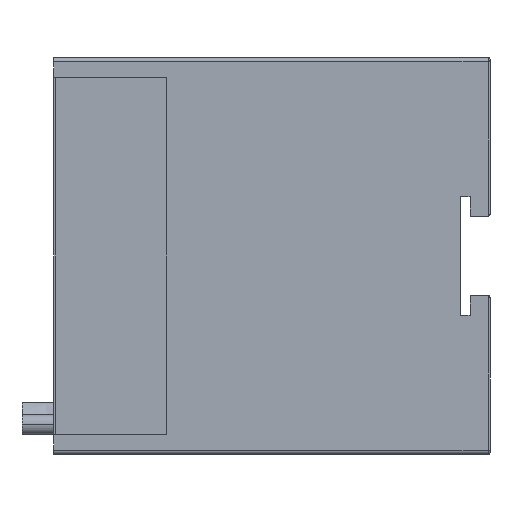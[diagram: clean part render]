
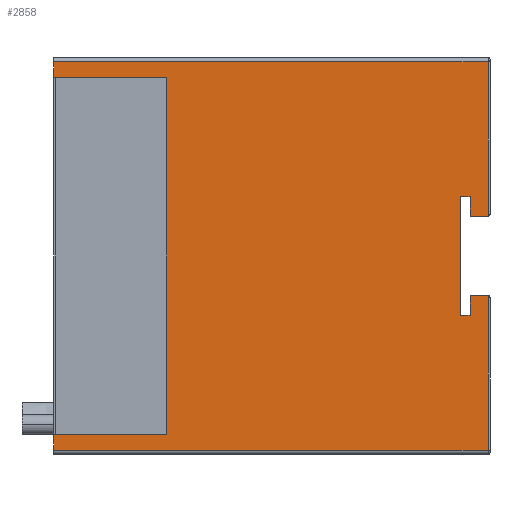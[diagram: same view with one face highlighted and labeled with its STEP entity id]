
A CAD part, left-side view. The second image highlights one B-rep face of the part: STEP entity #2858.
In plain terms, the highlighted planar face has unit normal (-1, 0, 0).
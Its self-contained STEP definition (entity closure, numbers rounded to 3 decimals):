
#869=DIRECTION('',(0.,1.,0.));
#870=VECTOR('',#869,28.5);
#871=CARTESIAN_POINT('',(-37.5,26.5,-45.));
#872=LINE('',#871,#870);
#925=DIRECTION('',(0.,-1.,0.));
#926=VECTOR('',#925,28.5);
#927=CARTESIAN_POINT('',(-37.5,55.,45.));
#928=LINE('',#927,#926);
#939=DIRECTION('',(0.,0.,1.));
#940=VECTOR('',#939,4.);
#941=CARTESIAN_POINT('',(-37.5,55.,45.));
#942=LINE('',#941,#940);
#946=DIRECTION('',(0.,-1.,0.));
#947=VECTOR('',#946,109.5);
#948=CARTESIAN_POINT('',(-37.5,55.,49.));
#949=LINE('',#948,#947);
#953=DIRECTION('',(0.,0.,1.));
#954=VECTOR('',#953,39.);
#955=CARTESIAN_POINT('',(-37.5,-54.5,10.));
#956=LINE('',#955,#954);
#960=DIRECTION('',(0.,1.,0.));
#961=VECTOR('',#960,4.5);
#962=CARTESIAN_POINT('',(-37.5,-54.5,10.));
#963=LINE('',#962,#961);
#967=DIRECTION('',(0.,0.,-1.));
#968=VECTOR('',#967,5.);
#969=CARTESIAN_POINT('',(-37.5,-50.,15.));
#970=LINE('',#969,#968);
#974=DIRECTION('',(0.,-1.,0.));
#975=VECTOR('',#974,2.5);
#976=CARTESIAN_POINT('',(-37.5,-47.5,15.));
#977=LINE('',#976,#975);
#981=DIRECTION('',(0.,0.,1.));
#982=VECTOR('',#981,30.);
#983=CARTESIAN_POINT('',(-37.5,-47.5,-15.));
#984=LINE('',#983,#982);
#988=DIRECTION('',(0.,1.,0.));
#989=VECTOR('',#988,2.5);
#990=CARTESIAN_POINT('',(-37.5,-50.,-15.));
#991=LINE('',#990,#989);
#995=DIRECTION('',(0.,0.,-1.));
#996=VECTOR('',#995,5.);
#997=CARTESIAN_POINT('',(-37.5,-50.,-10.));
#998=LINE('',#997,#996);
#1002=DIRECTION('',(0.,1.,0.));
#1003=VECTOR('',#1002,4.5);
#1004=CARTESIAN_POINT('',(-37.5,-54.5,-10.));
#1005=LINE('',#1004,#1003);
#1009=DIRECTION('',(0.,0.,-1.));
#1010=VECTOR('',#1009,39.);
#1011=CARTESIAN_POINT('',(-37.5,-54.5,-10.));
#1012=LINE('',#1011,#1010);
#1016=DIRECTION('',(0.,1.,0.));
#1017=VECTOR('',#1016,109.5);
#1018=CARTESIAN_POINT('',(-37.5,-54.5,-49.));
#1019=LINE('',#1018,#1017);
#1023=DIRECTION('',(0.,0.,1.));
#1024=VECTOR('',#1023,4.);
#1025=CARTESIAN_POINT('',(-37.5,55.,-49.));
#1026=LINE('',#1025,#1024);
#1030=DIRECTION('',(0.,0.,-1.));
#1031=VECTOR('',#1030,90.);
#1032=CARTESIAN_POINT('',(-37.5,26.5,45.));
#1033=LINE('',#1032,#1031);
#1722=CARTESIAN_POINT('',(-37.5,-50.,-10.));
#1723=CARTESIAN_POINT('',(-37.5,-50.,-15.));
#1724=VERTEX_POINT('',#1722);
#1725=VERTEX_POINT('',#1723);
#1726=CARTESIAN_POINT('',(-37.5,-47.5,-15.));
#1727=VERTEX_POINT('',#1726);
#1728=CARTESIAN_POINT('',(-37.5,-47.5,15.));
#1729=VERTEX_POINT('',#1728);
#1730=CARTESIAN_POINT('',(-37.5,-50.,15.));
#1731=VERTEX_POINT('',#1730);
#1732=CARTESIAN_POINT('',(-37.5,-50.,10.));
#1733=VERTEX_POINT('',#1732);
#1845=CARTESIAN_POINT('',(-37.5,55.,49.));
#1847=VERTEX_POINT('',#1845);
#1850=CARTESIAN_POINT('',(-37.5,55.,-49.));
#1852=VERTEX_POINT('',#1850);
#1907=CARTESIAN_POINT('',(-37.5,-54.5,10.));
#1908=VERTEX_POINT('',#1907);
#1915=CARTESIAN_POINT('',(-37.5,-54.5,49.));
#1916=VERTEX_POINT('',#1915);
#1933=CARTESIAN_POINT('',(-37.5,-54.5,-10.));
#1934=VERTEX_POINT('',#1933);
#1941=CARTESIAN_POINT('',(-37.5,-54.5,-49.));
#1942=VERTEX_POINT('',#1941);
#1963=CARTESIAN_POINT('',(-37.5,55.,-45.));
#1965=VERTEX_POINT('',#1963);
#1969=CARTESIAN_POINT('',(-37.5,55.,45.));
#1970=VERTEX_POINT('',#1969);
#1975=CARTESIAN_POINT('',(-37.5,26.5,45.));
#1976=CARTESIAN_POINT('',(-37.5,26.5,-45.));
#1977=VERTEX_POINT('',#1975);
#1978=VERTEX_POINT('',#1976);
#2823=CARTESIAN_POINT('',(-37.5,55.,-50.));
#2824=DIRECTION('',(-1.,0.,0.));
#2825=DIRECTION('',(0.,-1.,0.));
#2826=AXIS2_PLACEMENT_3D('',#2823,#2824,#2825);
#2827=PLANE('',#2826);
#2828=ORIENTED_EDGE('',*,*,#2799,.F.);
#2829=ORIENTED_EDGE('',*,*,#2383,.T.);
#2831=ORIENTED_EDGE('',*,*,#2830,.T.);
#2833=ORIENTED_EDGE('',*,*,#2832,.F.);
#2835=ORIENTED_EDGE('',*,*,#2834,.T.);
#2837=ORIENTED_EDGE('',*,*,#2836,.F.);
#2839=ORIENTED_EDGE('',*,*,#2838,.F.);
#2841=ORIENTED_EDGE('',*,*,#2840,.F.);
#2843=ORIENTED_EDGE('',*,*,#2842,.F.);
#2845=ORIENTED_EDGE('',*,*,#2844,.F.);
#2847=ORIENTED_EDGE('',*,*,#2846,.F.);
#2849=ORIENTED_EDGE('',*,*,#2848,.T.);
#2851=ORIENTED_EDGE('',*,*,#2850,.T.);
#2852=ORIENTED_EDGE('',*,*,#2363,.T.);
#2853=ORIENTED_EDGE('',*,*,#2721,.F.);
#2855=ORIENTED_EDGE('',*,*,#2854,.F.);
#2856=EDGE_LOOP('',(#2828,#2829,#2831,#2833,#2835,#2837,#2839,#2841,#2843,#2845,
#2847,#2849,#2851,#2852,#2853,#2855));
#2857=FACE_OUTER_BOUND('',#2856,.F.);
#2858=ADVANCED_FACE('',(#2857),#2827,.T.);
#2363=EDGE_CURVE('',#1852,#1965,#1026,.T.);
#2383=EDGE_CURVE('',#1970,#1847,#942,.T.);
#2721=EDGE_CURVE('',#1978,#1965,#872,.T.);
#2799=EDGE_CURVE('',#1970,#1977,#928,.T.);
#2830=EDGE_CURVE('',#1847,#1916,#949,.T.);
#2832=EDGE_CURVE('',#1908,#1916,#956,.T.);
#2834=EDGE_CURVE('',#1908,#1733,#963,.T.);
#2836=EDGE_CURVE('',#1731,#1733,#970,.T.);
#2838=EDGE_CURVE('',#1729,#1731,#977,.T.);
#2840=EDGE_CURVE('',#1727,#1729,#984,.T.);
#2842=EDGE_CURVE('',#1725,#1727,#991,.T.);
#2844=EDGE_CURVE('',#1724,#1725,#998,.T.);
#2846=EDGE_CURVE('',#1934,#1724,#1005,.T.);
#2848=EDGE_CURVE('',#1934,#1942,#1012,.T.);
#2850=EDGE_CURVE('',#1942,#1852,#1019,.T.);
#2854=EDGE_CURVE('',#1977,#1978,#1033,.T.);
